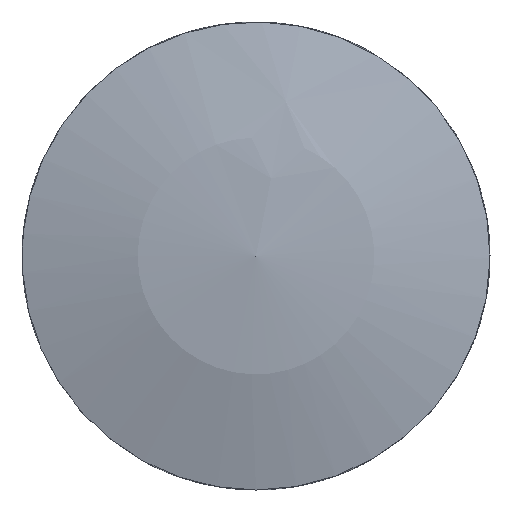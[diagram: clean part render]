
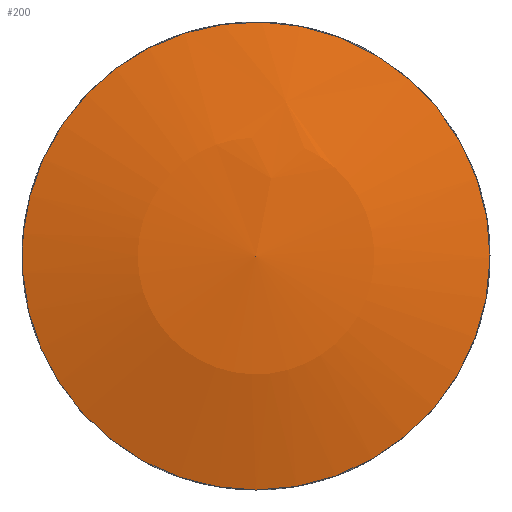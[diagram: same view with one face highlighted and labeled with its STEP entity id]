
A CAD part, left-side view. The second image highlights one B-rep face of the part: STEP entity #200.
In plain terms, the highlighted spherical face has radius 41.896 mm.
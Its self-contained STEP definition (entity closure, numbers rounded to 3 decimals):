
#50=SPHERICAL_SURFACE('',#943,41.896);
#200=ADVANCED_FACE('',(#261),#50,.T.);
#261=FACE_OUTER_BOUND('',#317,.T.);
#317=EDGE_LOOP('',(#475));
#475=ORIENTED_EDGE('',*,*,#704,.F.);
#618=VERTEX_POINT('',#2214);
#704=EDGE_CURVE('',#618,#618,#887,.T.);
#887=CIRCLE('',#922,12.5);
#922=AXIS2_PLACEMENT_3D('',#2213,#989,#990);
#943=AXIS2_PLACEMENT_3D('',#6454,#1037,#1038);
#989=DIRECTION('',(1.,0.,0.));
#990=DIRECTION('',(0.,0.,-1.));
#1037=DIRECTION('',(-1.,0.,0.));
#1038=DIRECTION('',(0.,-0.19,0.982));
#2213=CARTESIAN_POINT('',(-16.092,0.,0.));
#2214=CARTESIAN_POINT('',(-16.092,0.,-12.5));
#6454=CARTESIAN_POINT('',(23.896,0.,0.));
